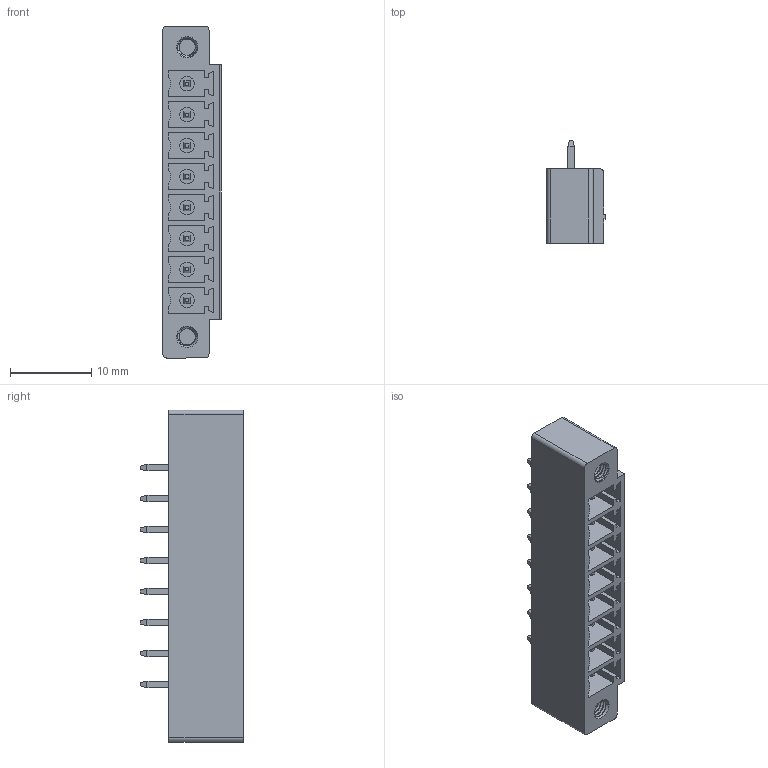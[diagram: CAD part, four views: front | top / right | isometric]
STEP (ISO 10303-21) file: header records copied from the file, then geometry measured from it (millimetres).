
FILE_DESCRIPTION (( 'STEP AP214' ), '1' );
FILE_NAME ('CUI_DEVICES_TBP02R2W-381-08BE.step', '2019-10-22T06:07:26', ( '' ), ( '' ), 'SwSTEP 2.0', 'SolidWorks 2019', '' );
FILE_SCHEMA (( 'AUTOMOTIVE_DESIGN' ));
Length unit declared in the file: millimetre
Products named in the file (1): CUI_DEVICES_TBP02R2W-381-08BE
Bounding box: 7.2 x 12.7 x 40.87 mm (x, y, z)
Volume: 1650.8 mm3; surface area: 2867.8 mm2
Topology: 1 solids, 1 shells, 425 faces, 1103 edges, 714 vertices
Faces by surface type: plane 279, cylinder 136, cone 6, bspline 4
Entity records: 19575 total; most frequent: CARTESIAN_POINT 6769, ORIENTED_EDGE 2206, DIRECTION 1859, EDGE_CURVE 1103, LINE 803, VECTOR 803, VERTEX_POINT 714, AXIS2_PLACEMENT_3D 528
